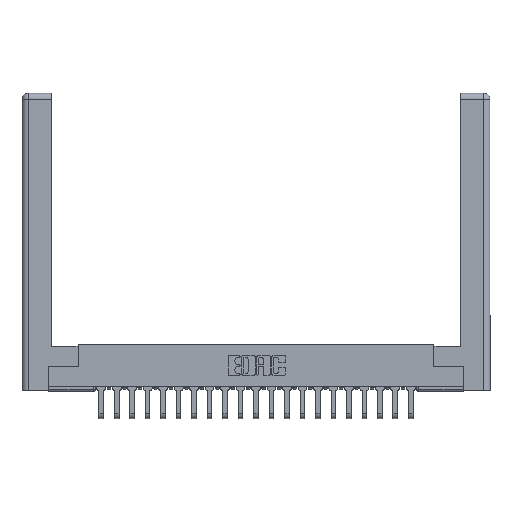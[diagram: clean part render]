
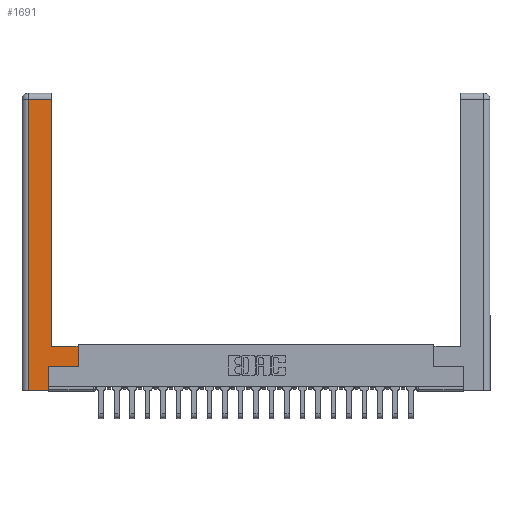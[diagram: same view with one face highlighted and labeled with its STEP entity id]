
A CAD part, top view. The second image highlights one B-rep face of the part: STEP entity #1691.
In plain terms, the highlighted planar face has unit normal (0, 0, 1).
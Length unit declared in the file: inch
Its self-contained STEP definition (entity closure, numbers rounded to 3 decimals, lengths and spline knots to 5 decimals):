
#91 = EDGE_CURVE ( 'NONE', #11654, #1802, #20926, .T. ) ;
#257 = VECTOR ( 'NONE', #389, 39.37008 ) ;
#389 = DIRECTION ( 'NONE',  ( -1., 0., 0. ) ) ;
#848 = LINE ( 'NONE', #10164, #16923 ) ;
#1029 = DIRECTION ( 'NONE',  ( -1., 0., 0. ) ) ;
#1256 = CARTESIAN_POINT ( 'NONE',  ( 0.295, 3., 0. ) ) ;
#1342 = EDGE_CURVE ( 'NONE', #2808, #11492, #7862, .T. ) ;
#1500 = DIRECTION ( 'NONE',  ( 1., 0., 0. ) ) ;
#1691 = ADVANCED_FACE ( 'NONE', ( #2242 ), #2709, .F. ) ;
#1802 = VERTEX_POINT ( 'NONE', #18982 ) ;
#2242 = FACE_OUTER_BOUND ( 'NONE', #10702, .T. ) ;
#2350 = VECTOR ( 'NONE', #14446, 39.37008 ) ;
#2709 = PLANE ( 'NONE',  #19610 ) ;
#2808 = VERTEX_POINT ( 'NONE', #17535 ) ;
#3042 = CARTESIAN_POINT ( 'NONE',  ( 0.295, 0.45, 0. ) ) ;
#3684 = LINE ( 'NONE', #9345, #7892 ) ;
#3946 = CARTESIAN_POINT ( 'NONE',  ( 0.295, 0.45, 0. ) ) ;
#4354 = CARTESIAN_POINT ( 'NONE',  ( 0., 0., 0. ) ) ;
#4585 = ORIENTED_EDGE ( 'NONE', *, *, #22640, .T. ) ;
#4588 = ORIENTED_EDGE ( 'NONE', *, *, #91, .T. ) ;
#5050 = CARTESIAN_POINT ( 'NONE',  ( 0.265, 0.245, 0. ) ) ;
#5057 = LINE ( 'NONE', #3946, #257 ) ;
#5082 = LINE ( 'NONE', #1256, #19435 ) ;
#5605 = VECTOR ( 'NONE', #21627, 39.37008 ) ;
#5674 = ORIENTED_EDGE ( 'NONE', *, *, #8560, .T. ) ;
#5705 = CARTESIAN_POINT ( 'NONE',  ( 0.295, 2.94, 0. ) ) ;
#6143 = LINE ( 'NONE', #16433, #6968 ) ;
#6610 = EDGE_CURVE ( 'NONE', #13122, #11654, #5082, .T. ) ;
#6639 = EDGE_CURVE ( 'NONE', #12498, #19065, #848, .T. ) ;
#6838 = EDGE_CURVE ( 'NONE', #9179, #12498, #3684, .T. ) ;
#6968 = VECTOR ( 'NONE', #11073, 39.37008 ) ;
#7355 = CARTESIAN_POINT ( 'NONE',  ( 0.0615, 2.94, 0. ) ) ;
#7862 = LINE ( 'NONE', #19836, #5605 ) ;
#7892 = VECTOR ( 'NONE', #13149, 39.37008 ) ;
#8560 = EDGE_CURVE ( 'NONE', #19065, #2808, #19334, .T. ) ;
#9179 = VERTEX_POINT ( 'NONE', #17375 ) ;
#9345 = CARTESIAN_POINT ( 'NONE',  ( 0.265, 0., 0. ) ) ;
#10137 = ORIENTED_EDGE ( 'NONE', *, *, #1342, .T. ) ;
#10164 = CARTESIAN_POINT ( 'NONE',  ( 0.265, 0.245, 0. ) ) ;
#10702 = EDGE_LOOP ( 'NONE', ( #21288, #4588, #4585, #15330, #20719, #5674, #10137, #23220 ) ) ;
#11073 = DIRECTION ( 'NONE',  ( 0., -1., 0. ) ) ;
#11492 = VERTEX_POINT ( 'NONE', #14524 ) ;
#11654 = VERTEX_POINT ( 'NONE', #5705 ) ;
#12498 = VERTEX_POINT ( 'NONE', #15296 ) ;
#13122 = VERTEX_POINT ( 'NONE', #3042 ) ;
#13149 = DIRECTION ( 'NONE',  ( 1., 0., 0. ) ) ;
#13561 = DIRECTION ( 'NONE',  ( 0., 0., -1. ) ) ;
#13709 = DIRECTION ( 'NONE',  ( 0., 1., 0. ) ) ;
#14446 = DIRECTION ( 'NONE',  ( -1., 0., 0. ) ) ;
#14524 = CARTESIAN_POINT ( 'NONE',  ( 0.565, 0.45, 0. ) ) ;
#15296 = CARTESIAN_POINT ( 'NONE',  ( 0.265, 0., 0. ) ) ;
#15330 = ORIENTED_EDGE ( 'NONE', *, *, #6838, .T. ) ;
#16433 = CARTESIAN_POINT ( 'NONE',  ( 0.0615, 0., 0. ) ) ;
#16923 = VECTOR ( 'NONE', #22487, 39.37008 ) ;
#17375 = CARTESIAN_POINT ( 'NONE',  ( 0.0615, 0., 0. ) ) ;
#17535 = CARTESIAN_POINT ( 'NONE',  ( 0.565, 0.245, 0. ) ) ;
#18982 = CARTESIAN_POINT ( 'NONE',  ( 0.0615, 2.94, 0. ) ) ;
#19065 = VERTEX_POINT ( 'NONE', #5050 ) ;
#19293 = CARTESIAN_POINT ( 'NONE',  ( 0.565, 0.245, 0. ) ) ;
#19334 = LINE ( 'NONE', #19293, #19909 ) ;
#19435 = VECTOR ( 'NONE', #13709, 39.37008 ) ;
#19610 = AXIS2_PLACEMENT_3D ( 'NONE', #4354, #13561, #1029 ) ;
#19836 = CARTESIAN_POINT ( 'NONE',  ( 0.565, 0.45, 0. ) ) ;
#19909 = VECTOR ( 'NONE', #1500, 39.37008 ) ;
#20719 = ORIENTED_EDGE ( 'NONE', *, *, #6639, .T. ) ;
#20926 = LINE ( 'NONE', #7355, #2350 ) ;
#21288 = ORIENTED_EDGE ( 'NONE', *, *, #6610, .T. ) ;
#21627 = DIRECTION ( 'NONE',  ( 0., 1., 0. ) ) ;
#21709 = EDGE_CURVE ( 'NONE', #11492, #13122, #5057, .T. ) ;
#22487 = DIRECTION ( 'NONE',  ( 0., 1., 0. ) ) ;
#22640 = EDGE_CURVE ( 'NONE', #1802, #9179, #6143, .T. ) ;
#23220 = ORIENTED_EDGE ( 'NONE', *, *, #21709, .T. ) ;
